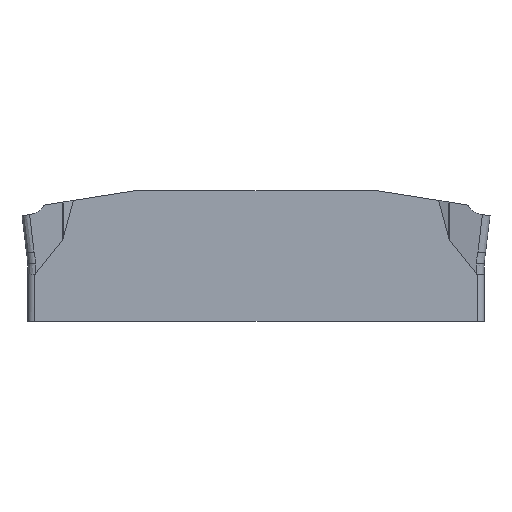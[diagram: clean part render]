
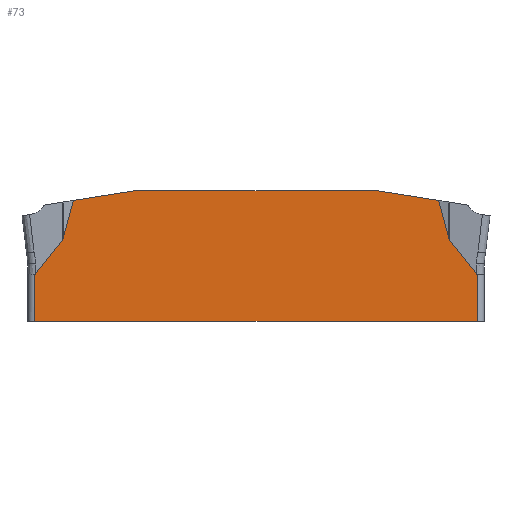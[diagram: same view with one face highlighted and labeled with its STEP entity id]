
A CAD part, left-side view. The second image highlights one B-rep face of the part: STEP entity #73.
In plain terms, the highlighted planar face has unit normal (-1, 0, 0).
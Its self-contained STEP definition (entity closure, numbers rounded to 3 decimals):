
#73=ADVANCED_FACE('SIDE_IB_1_SU5',(#143),#121,.F.);
#121=PLANE('',#927);
#143=FACE_OUTER_BOUND('',#191,.T.);
#191=EDGE_LOOP('',(#239,#240,#241,#242,#243,#244,#245,#246,#247,#248,#249,
#250,#251,#252));
#239=ORIENTED_EDGE('',*,*,#583,.F.);
#240=ORIENTED_EDGE('',*,*,#584,.T.);
#241=ORIENTED_EDGE('',*,*,#585,.T.);
#242=ORIENTED_EDGE('',*,*,#586,.T.);
#243=ORIENTED_EDGE('',*,*,#587,.T.);
#244=ORIENTED_EDGE('',*,*,#588,.T.);
#245=ORIENTED_EDGE('',*,*,#589,.F.);
#246=ORIENTED_EDGE('',*,*,#590,.T.);
#247=ORIENTED_EDGE('',*,*,#591,.T.);
#248=ORIENTED_EDGE('',*,*,#592,.T.);
#249=ORIENTED_EDGE('',*,*,#593,.T.);
#250=ORIENTED_EDGE('',*,*,#594,.T.);
#251=ORIENTED_EDGE('',*,*,#595,.F.);
#252=ORIENTED_EDGE('',*,*,#596,.F.);
#499=VERTEX_POINT('',#1178);
#500=VERTEX_POINT('',#1179);
#501=VERTEX_POINT('',#1181);
#502=VERTEX_POINT('',#1192);
#503=VERTEX_POINT('',#1194);
#504=VERTEX_POINT('',#1205);
#505=VERTEX_POINT('',#1207);
#506=VERTEX_POINT('',#1209);
#507=VERTEX_POINT('',#1211);
#508=VERTEX_POINT('',#1222);
#509=VERTEX_POINT('',#1224);
#510=VERTEX_POINT('',#1235);
#511=VERTEX_POINT('',#1237);
#512=VERTEX_POINT('',#1239);
#583=EDGE_CURVE('',#499,#500,#713,.T.);
#584=EDGE_CURVE('',#499,#501,#714,.T.);
#585=EDGE_CURVE('',#501,#502,#841,.T.);
#586=EDGE_CURVE('',#502,#503,#715,.T.);
#587=EDGE_CURVE('',#503,#504,#842,.T.);
#588=EDGE_CURVE('',#504,#505,#716,.T.);
#589=EDGE_CURVE('',#506,#505,#717,.T.);
#590=EDGE_CURVE('',#506,#507,#718,.T.);
#591=EDGE_CURVE('',#507,#508,#843,.T.);
#592=EDGE_CURVE('',#508,#509,#719,.T.);
#593=EDGE_CURVE('',#509,#510,#844,.T.);
#594=EDGE_CURVE('',#510,#511,#720,.T.);
#595=EDGE_CURVE('',#512,#511,#721,.T.);
#596=EDGE_CURVE('',#500,#512,#722,.T.);
#713=LINE('',#1177,#771);
#714=LINE('',#1180,#772);
#715=LINE('',#1193,#773);
#716=LINE('',#1206,#774);
#717=LINE('',#1208,#775);
#718=LINE('',#1210,#776);
#719=LINE('',#1223,#777);
#720=LINE('',#1236,#778);
#721=LINE('',#1238,#779);
#722=LINE('',#1240,#780);
#771=VECTOR('',#967,1.);
#772=VECTOR('',#968,1.);
#773=VECTOR('',#969,1.);
#774=VECTOR('',#970,1.);
#775=VECTOR('',#971,1.);
#776=VECTOR('',#972,1.);
#777=VECTOR('',#973,1.);
#778=VECTOR('',#974,1.);
#779=VECTOR('',#975,1.);
#780=VECTOR('',#976,1.);
#841=B_SPLINE_CURVE_WITH_KNOTS('',3,(#1182,#1183,#1184,#1185,#1186,#1187,
#1188,#1189,#1190,#1191),.UNSPECIFIED.,.F.,.F.,(4,3,3,4),(0.,0.368,
0.681,1.),.UNSPECIFIED.);
#842=B_SPLINE_CURVE_WITH_KNOTS('',3,(#1195,#1196,#1197,#1198,#1199,#1200,
#1201,#1202,#1203,#1204),.UNSPECIFIED.,.F.,.F.,(4,3,3,4),(0.,0.389,
0.786,1.),.UNSPECIFIED.);
#843=B_SPLINE_CURVE_WITH_KNOTS('',3,(#1212,#1213,#1214,#1215,#1216,#1217,
#1218,#1219,#1220,#1221),.UNSPECIFIED.,.F.,.F.,(4,3,3,4),(0.,0.253,
0.581,1.),.UNSPECIFIED.);
#844=B_SPLINE_CURVE_WITH_KNOTS('',3,(#1225,#1226,#1227,#1228,#1229,#1230,
#1231,#1232,#1233,#1234),.UNSPECIFIED.,.F.,.F.,(4,3,3,4),(0.,0.203,
0.599,1.),.UNSPECIFIED.);
#927=AXIS2_PLACEMENT_3D('',#1241,#977,#978);
#967=DIRECTION('',(0.,-0.988,0.156));
#968=DIRECTION('',(0.,0.261,-0.965));
#969=DIRECTION('',(0.,0.626,-0.78));
#970=DIRECTION('',(0.,0.,-1.));
#971=DIRECTION('',(0.,1.,0.));
#972=DIRECTION('',(0.,0.,1.));
#973=DIRECTION('',(0.,0.626,0.78));
#974=DIRECTION('',(0.,0.261,0.965));
#975=DIRECTION('',(0.,-0.988,-0.156));
#976=DIRECTION('',(0.,-1.,0.));
#977=DIRECTION('',(1.,0.,0.));
#978=DIRECTION('',(0.,0.,-1.));
#1177=CARTESIAN_POINT('',(-0.8,0.291,1.84));
#1178=CARTESIAN_POINT('',(-0.8,7.752,0.658));
#1179=CARTESIAN_POINT('',(-0.8,5.15,1.07));
#1180=CARTESIAN_POINT('',(-0.8,7.39,1.997));
#1181=CARTESIAN_POINT('',(-0.8,8.188,-0.957));
#1182=CARTESIAN_POINT('',(-0.8,8.188,-0.957));
#1183=CARTESIAN_POINT('',(-0.8,8.191,-0.968));
#1184=CARTESIAN_POINT('',(-0.8,8.194,-0.98));
#1185=CARTESIAN_POINT('',(-0.8,8.198,-0.991));
#1186=CARTESIAN_POINT('',(-0.8,8.201,-1.));
#1187=CARTESIAN_POINT('',(-0.8,8.205,-1.009));
#1188=CARTESIAN_POINT('',(-0.8,8.209,-1.018));
#1189=CARTESIAN_POINT('',(-0.8,8.213,-1.028));
#1190=CARTESIAN_POINT('',(-0.8,8.217,-1.037));
#1191=CARTESIAN_POINT('',(-0.8,8.223,-1.045));
#1192=CARTESIAN_POINT('',(-0.8,8.223,-1.045));
#1193=CARTESIAN_POINT('',(-0.8,4.493,3.605));
#1194=CARTESIAN_POINT('',(-0.8,9.357,-2.457));
#1195=CARTESIAN_POINT('',(-0.8,9.357,-2.457));
#1196=CARTESIAN_POINT('',(-0.8,9.359,-2.461));
#1197=CARTESIAN_POINT('',(-0.8,9.362,-2.464));
#1198=CARTESIAN_POINT('',(-0.8,9.365,-2.466));
#1199=CARTESIAN_POINT('',(-0.8,9.369,-2.469));
#1200=CARTESIAN_POINT('',(-0.8,9.372,-2.471));
#1201=CARTESIAN_POINT('',(-0.8,9.376,-2.473));
#1202=CARTESIAN_POINT('',(-0.8,9.378,-2.473));
#1203=CARTESIAN_POINT('',(-0.8,9.381,-2.474));
#1204=CARTESIAN_POINT('',(-0.8,9.383,-2.474));
#1205=CARTESIAN_POINT('',(-0.8,9.383,-2.474));
#1206=CARTESIAN_POINT('',(-0.8,9.383,0.));
#1207=CARTESIAN_POINT('',(-0.8,9.383,-4.47));
#1208=CARTESIAN_POINT('',(-0.8,0.,-4.47));
#1209=CARTESIAN_POINT('',(-0.8,-9.383,-4.47));
#1210=CARTESIAN_POINT('',(-0.8,-9.383,0.));
#1211=CARTESIAN_POINT('',(-0.8,-9.383,-2.474));
#1212=CARTESIAN_POINT('',(-0.8,-9.383,-2.474));
#1213=CARTESIAN_POINT('',(-0.8,-9.38,-2.474));
#1214=CARTESIAN_POINT('',(-0.8,-9.378,-2.473));
#1215=CARTESIAN_POINT('',(-0.8,-9.375,-2.472));
#1216=CARTESIAN_POINT('',(-0.8,-9.372,-2.471));
#1217=CARTESIAN_POINT('',(-0.8,-9.369,-2.469));
#1218=CARTESIAN_POINT('',(-0.8,-9.366,-2.467));
#1219=CARTESIAN_POINT('',(-0.8,-9.363,-2.464));
#1220=CARTESIAN_POINT('',(-0.8,-9.36,-2.461));
#1221=CARTESIAN_POINT('',(-0.8,-9.357,-2.457));
#1222=CARTESIAN_POINT('',(-0.8,-9.357,-2.457));
#1223=CARTESIAN_POINT('',(-0.8,-4.493,3.605));
#1224=CARTESIAN_POINT('',(-0.8,-8.223,-1.045));
#1225=CARTESIAN_POINT('',(-0.8,-8.223,-1.045));
#1226=CARTESIAN_POINT('',(-0.8,-8.219,-1.04));
#1227=CARTESIAN_POINT('',(-0.8,-8.216,-1.034));
#1228=CARTESIAN_POINT('',(-0.8,-8.213,-1.028));
#1229=CARTESIAN_POINT('',(-0.8,-8.208,-1.017));
#1230=CARTESIAN_POINT('',(-0.8,-8.203,-1.005));
#1231=CARTESIAN_POINT('',(-0.8,-8.199,-0.994));
#1232=CARTESIAN_POINT('',(-0.8,-8.195,-0.982));
#1233=CARTESIAN_POINT('',(-0.8,-8.191,-0.969));
#1234=CARTESIAN_POINT('',(-0.8,-8.188,-0.957));
#1235=CARTESIAN_POINT('',(-0.8,-8.188,-0.957));
#1236=CARTESIAN_POINT('',(-0.8,-7.39,1.997));
#1237=CARTESIAN_POINT('',(-0.8,-7.752,0.658));
#1238=CARTESIAN_POINT('',(-0.8,-0.291,1.84));
#1239=CARTESIAN_POINT('',(-0.8,-5.15,1.07));
#1240=CARTESIAN_POINT('',(-0.8,0.,1.07));
#1241=CARTESIAN_POINT('',(-0.8,0.,0.));
